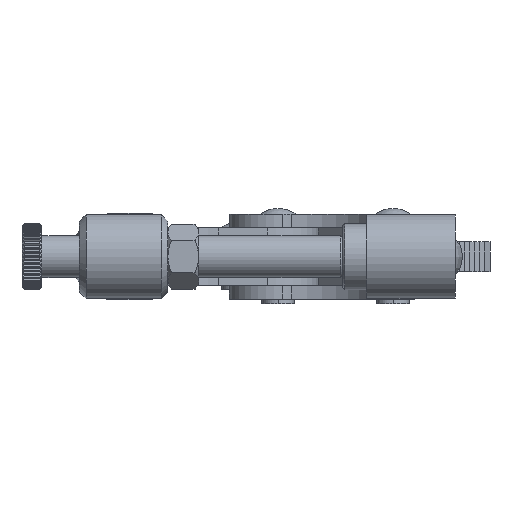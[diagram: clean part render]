
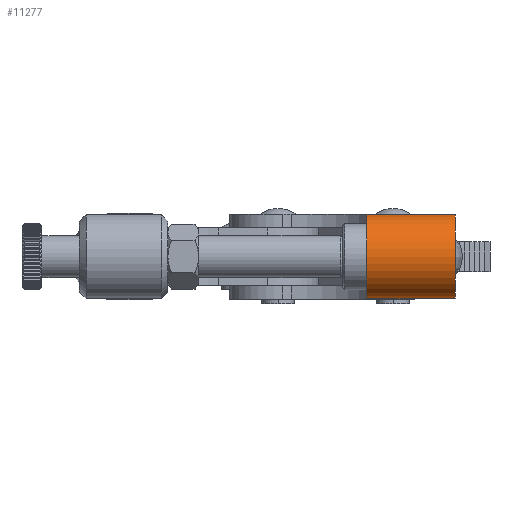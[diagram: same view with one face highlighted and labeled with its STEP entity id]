
A CAD part, left-side view. The second image highlights one B-rep face of the part: STEP entity #11277.
In plain terms, the highlighted cylindrical face has radius 9.5 mm (diameter 19 mm), a partial arc.
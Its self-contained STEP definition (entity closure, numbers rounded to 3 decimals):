
#1508 = CIRCLE ( 'NONE', #6993, 9.5 ) ;
#2298 = EDGE_LOOP ( 'NONE', ( #14921, #24114, #10956, #23519 ) ) ;
#3883 = VERTEX_POINT ( 'NONE', #24603 ) ;
#4673 = CARTESIAN_POINT ( 'NONE',  ( -71.5, -20.08, 0. ) ) ;
#5699 = CARTESIAN_POINT ( 'NONE',  ( -71.5, -20.08, 9.5 ) ) ;
#6993 = AXIS2_PLACEMENT_3D ( 'NONE', #13483, #30051, #15860 ) ;
#7987 = CYLINDRICAL_SURFACE ( 'NONE', #30057, 9.5 ) ;
#8844 = CARTESIAN_POINT ( 'NONE',  ( -71.5, -40.08, 9.5 ) ) ;
#10956 = ORIENTED_EDGE ( 'NONE', *, *, #17403, .T. ) ;
#11277 = ADVANCED_FACE ( 'NONE', ( #14315 ), #7987, .T. ) ;
#12444 = VERTEX_POINT ( 'NONE', #23876 ) ;
#12850 = DIRECTION ( 'NONE',  ( 0., -1., 0. ) ) ;
#13169 = DIRECTION ( 'NONE',  ( 0., 1., 0. ) ) ;
#13483 = CARTESIAN_POINT ( 'NONE',  ( -71.5, -20.08, 0. ) ) ;
#14315 = FACE_OUTER_BOUND ( 'NONE', #2298, .T. ) ;
#14921 = ORIENTED_EDGE ( 'NONE', *, *, #30088, .F. ) ;
#15176 = DIRECTION ( 'NONE',  ( 0., -1., 0. ) ) ;
#15696 = LINE ( 'NONE', #5699, #27576 ) ;
#15860 = DIRECTION ( 'NONE',  ( 0., 0., 1. ) ) ;
#16000 = VERTEX_POINT ( 'NONE', #17530 ) ;
#17403 = EDGE_CURVE ( 'NONE', #3883, #12444, #24895, .T. ) ;
#17530 = CARTESIAN_POINT ( 'NONE',  ( -71.5, -20.08, 9.5 ) ) ;
#17729 = VERTEX_POINT ( 'NONE', #8844 ) ;
#18589 = VECTOR ( 'NONE', #15176, 1000. ) ;
#21234 = DIRECTION ( 'NONE',  ( 0., -1., 0. ) ) ;
#21776 = EDGE_CURVE ( 'NONE', #12444, #17729, #28208, .T. ) ;
#21924 = EDGE_CURVE ( 'NONE', #3883, #16000, #1508, .T. ) ;
#23519 = ORIENTED_EDGE ( 'NONE', *, *, #21776, .T. ) ;
#23876 = CARTESIAN_POINT ( 'NONE',  ( -71.5, -40.08, -9.5 ) ) ;
#24114 = ORIENTED_EDGE ( 'NONE', *, *, #21924, .F. ) ;
#24603 = CARTESIAN_POINT ( 'NONE',  ( -71.5, -20.08, -9.5 ) ) ;
#24625 = CARTESIAN_POINT ( 'NONE',  ( -71.5, -20.08, -9.5 ) ) ;
#24895 = LINE ( 'NONE', #24625, #18589 ) ;
#27370 = CARTESIAN_POINT ( 'NONE',  ( -71.5, -40.08, 0. ) ) ;
#27576 = VECTOR ( 'NONE', #12850, 1000. ) ;
#28208 = CIRCLE ( 'NONE', #28250, 9.5 ) ;
#28250 = AXIS2_PLACEMENT_3D ( 'NONE', #27370, #13169, #29742 ) ;
#29742 = DIRECTION ( 'NONE',  ( 0., 0., 1. ) ) ;
#30051 = DIRECTION ( 'NONE',  ( 0., 1., 0. ) ) ;
#30057 = AXIS2_PLACEMENT_3D ( 'NONE', #4673, #21234, #30563 ) ;
#30088 = EDGE_CURVE ( 'NONE', #16000, #17729, #15696, .T. ) ;
#30563 = DIRECTION ( 'NONE',  ( 0., 0., -1. ) ) ;
